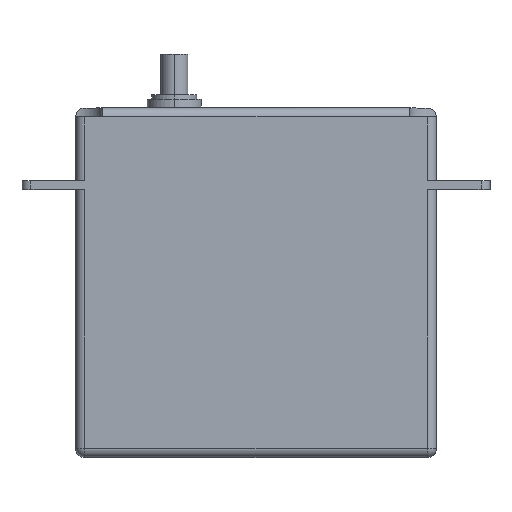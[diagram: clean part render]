
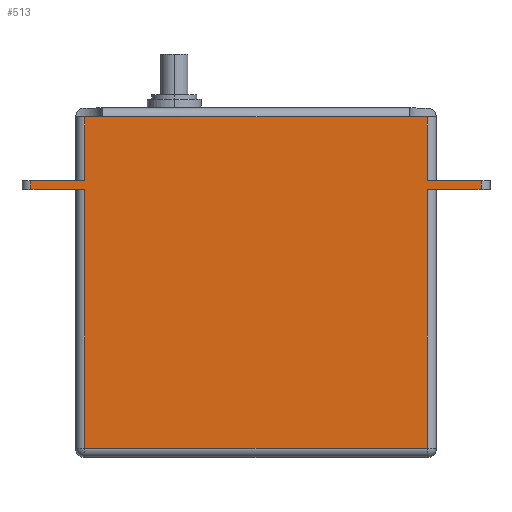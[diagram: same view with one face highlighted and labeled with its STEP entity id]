
A CAD part, top view. The second image highlights one B-rep face of the part: STEP entity #513.
In plain terms, the highlighted planar face has unit normal (0, 0, 1).
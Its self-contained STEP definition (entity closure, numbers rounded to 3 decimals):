
#10 = ORIENTED_EDGE ( 'NONE', *, *, #658, .T. ) ;
#59 = DIRECTION ( 'NONE',  ( -1., 0., 0. ) ) ;
#90 = VECTOR ( 'NONE', #243, 1000. ) ;
#112 = LINE ( 'NONE', #1588, #408 ) ;
#127 = CARTESIAN_POINT ( 'NONE',  ( 19.122, 0., 20. ) ) ;
#132 = ORIENTED_EDGE ( 'NONE', *, *, #566, .T. ) ;
#155 = VERTEX_POINT ( 'NONE', #1553 ) ;
#204 = VECTOR ( 'NONE', #1358, 1000. ) ;
#213 = DIRECTION ( 'NONE',  ( -1., 0., 0. ) ) ;
#233 = DIRECTION ( 'NONE',  ( 0., -1., 0. ) ) ;
#240 = CARTESIAN_POINT ( 'NONE',  ( 26.122, 10.402, 20. ) ) ;
#243 = DIRECTION ( 'NONE',  ( 0., 1., 0. ) ) ;
#253 = VERTEX_POINT ( 'NONE', #1104 ) ;
#257 = ORIENTED_EDGE ( 'NONE', *, *, #1079, .T. ) ;
#273 = ORIENTED_EDGE ( 'NONE', *, *, #1876, .T. ) ;
#283 = DIRECTION ( 'NONE',  ( 1., 0., 0. ) ) ;
#315 = ORIENTED_EDGE ( 'NONE', *, *, #440, .T. ) ;
#317 = ORIENTED_EDGE ( 'NONE', *, *, #489, .T. ) ;
#356 = VERTEX_POINT ( 'NONE', #715 ) ;
#374 = EDGE_CURVE ( 'NONE', #1570, #1486, #725, .T. ) ;
#376 = FACE_OUTER_BOUND ( 'NONE', #779, .T. ) ;
#408 = VECTOR ( 'NONE', #937, 1000. ) ;
#440 = EDGE_CURVE ( 'NONE', #155, #1537, #1181, .T. ) ;
#447 = DIRECTION ( 'NONE',  ( 0., -1., 0. ) ) ;
#451 = LINE ( 'NONE', #1739, #490 ) ;
#486 = VERTEX_POINT ( 'NONE', #1476 ) ;
#489 = EDGE_CURVE ( 'NONE', #742, #600, #1200, .T. ) ;
#490 = VECTOR ( 'NONE', #932, 1000. ) ;
#513 = ADVANCED_FACE ( 'NONE', ( #376 ), #1016, .F. ) ;
#548 = VECTOR ( 'NONE', #59, 1000. ) ;
#559 = EDGE_CURVE ( 'NONE', #253, #1537, #1840, .T. ) ;
#566 = EDGE_CURVE ( 'NONE', #600, #1486, #1680, .T. ) ;
#571 = CARTESIAN_POINT ( 'NONE',  ( -26.122, 11.402, 20. ) ) ;
#573 = VECTOR ( 'NONE', #1384, 1000. ) ;
#600 = VERTEX_POINT ( 'NONE', #707 ) ;
#619 = CARTESIAN_POINT ( 'NONE',  ( -26.122, 10.402, 20. ) ) ;
#658 = EDGE_CURVE ( 'NONE', #253, #1013, #1883, .T. ) ;
#669 = EDGE_CURVE ( 'NONE', #486, #742, #112, .T. ) ;
#684 = ORIENTED_EDGE ( 'NONE', *, *, #2089, .T. ) ;
#699 = DIRECTION ( 'NONE',  ( -1., 0., 0. ) ) ;
#707 = CARTESIAN_POINT ( 'NONE',  ( 19.122, 11.402, 20. ) ) ;
#715 = CARTESIAN_POINT ( 'NONE',  ( 19.122, 10.402, 20. ) ) ;
#725 = LINE ( 'NONE', #1039, #204 ) ;
#742 = VERTEX_POINT ( 'NONE', #1912 ) ;
#756 = LINE ( 'NONE', #765, #573 ) ;
#765 = CARTESIAN_POINT ( 'NONE',  ( 0., -18.501, 20. ) ) ;
#779 = EDGE_LOOP ( 'NONE', ( #1591, #315, #1954, #10, #684, #1751, #273, #257, #975, #1787, #317, #132, #1666, #1332 ) ) ;
#903 = LINE ( 'NONE', #1729, #1538 ) ;
#916 = LINE ( 'NONE', #240, #548 ) ;
#924 = LINE ( 'NONE', #127, #1155 ) ;
#932 = DIRECTION ( 'NONE',  ( 0., -1., 0. ) ) ;
#935 = VERTEX_POINT ( 'NONE', #1156 ) ;
#937 = DIRECTION ( 'NONE',  ( 0., 1., 0. ) ) ;
#938 = VERTEX_POINT ( 'NONE', #1798 ) ;
#967 = CARTESIAN_POINT ( 'NONE',  ( 19.122, 18.501, 20. ) ) ;
#975 = ORIENTED_EDGE ( 'NONE', *, *, #2052, .F. ) ;
#992 = VERTEX_POINT ( 'NONE', #1921 ) ;
#1013 = VERTEX_POINT ( 'NONE', #1933 ) ;
#1016 = PLANE ( 'NONE',  #1971 ) ;
#1034 = CARTESIAN_POINT ( 'NONE',  ( 19.122, 0., 20. ) ) ;
#1039 = CARTESIAN_POINT ( 'NONE',  ( 0., 18.501, 20. ) ) ;
#1045 = CARTESIAN_POINT ( 'NONE',  ( -19.122, 0., 20. ) ) ;
#1079 = EDGE_CURVE ( 'NONE', #935, #356, #924, .T. ) ;
#1104 = CARTESIAN_POINT ( 'NONE',  ( -25.122, 11.402, 20. ) ) ;
#1155 = VECTOR ( 'NONE', #1272, 1000. ) ;
#1156 = CARTESIAN_POINT ( 'NONE',  ( 19.122, -18.501, 20. ) ) ;
#1161 = CARTESIAN_POINT ( 'NONE',  ( -19.122, 10.402, 20. ) ) ;
#1181 = LINE ( 'NONE', #1045, #1804 ) ;
#1198 = VERTEX_POINT ( 'NONE', #1161 ) ;
#1200 = LINE ( 'NONE', #1509, #1428 ) ;
#1230 = VECTOR ( 'NONE', #1862, 1000. ) ;
#1272 = DIRECTION ( 'NONE',  ( 0., 1., 0. ) ) ;
#1332 = ORIENTED_EDGE ( 'NONE', *, *, #1990, .T. ) ;
#1347 = LINE ( 'NONE', #1524, #1982 ) ;
#1358 = DIRECTION ( 'NONE',  ( 1., 0., 0. ) ) ;
#1384 = DIRECTION ( 'NONE',  ( 1., 0., 0. ) ) ;
#1386 = LINE ( 'NONE', #619, #1988 ) ;
#1414 = EDGE_CURVE ( 'NONE', #1198, #992, #451, .T. ) ;
#1428 = VECTOR ( 'NONE', #699, 1000. ) ;
#1476 = CARTESIAN_POINT ( 'NONE',  ( 25.122, 10.402, 20. ) ) ;
#1486 = VERTEX_POINT ( 'NONE', #967 ) ;
#1509 = CARTESIAN_POINT ( 'NONE',  ( 26.122, 11.402, 20. ) ) ;
#1519 = CARTESIAN_POINT ( 'NONE',  ( 0., 0., 20. ) ) ;
#1524 = CARTESIAN_POINT ( 'NONE',  ( 0., 18.501, 20. ) ) ;
#1533 = DIRECTION ( 'NONE',  ( 1., 0., 0. ) ) ;
#1537 = VERTEX_POINT ( 'NONE', #1770 ) ;
#1538 = VECTOR ( 'NONE', #1533, 1000. ) ;
#1552 = CARTESIAN_POINT ( 'NONE',  ( -25.122, 0., 20. ) ) ;
#1553 = CARTESIAN_POINT ( 'NONE',  ( -19.122, 18.501, 20. ) ) ;
#1570 = VERTEX_POINT ( 'NONE', #1617 ) ;
#1588 = CARTESIAN_POINT ( 'NONE',  ( 25.122, 0., 20. ) ) ;
#1591 = ORIENTED_EDGE ( 'NONE', *, *, #1846, .F. ) ;
#1617 = CARTESIAN_POINT ( 'NONE',  ( 17.122, 18.501, 20. ) ) ;
#1650 = DIRECTION ( 'NONE',  ( 0., 0., -1. ) ) ;
#1666 = ORIENTED_EDGE ( 'NONE', *, *, #374, .F. ) ;
#1676 = VECTOR ( 'NONE', #447, 1000. ) ;
#1680 = LINE ( 'NONE', #1034, #90 ) ;
#1729 = CARTESIAN_POINT ( 'NONE',  ( 0., 18.501, 20. ) ) ;
#1739 = CARTESIAN_POINT ( 'NONE',  ( -19.122, 0., 20. ) ) ;
#1751 = ORIENTED_EDGE ( 'NONE', *, *, #1414, .T. ) ;
#1770 = CARTESIAN_POINT ( 'NONE',  ( -19.122, 11.402, 20. ) ) ;
#1787 = ORIENTED_EDGE ( 'NONE', *, *, #669, .T. ) ;
#1798 = CARTESIAN_POINT ( 'NONE',  ( -17.122, 18.501, 20. ) ) ;
#1804 = VECTOR ( 'NONE', #233, 1000. ) ;
#1840 = LINE ( 'NONE', #571, #1230 ) ;
#1846 = EDGE_CURVE ( 'NONE', #155, #938, #903, .T. ) ;
#1862 = DIRECTION ( 'NONE',  ( 1., 0., 0. ) ) ;
#1876 = EDGE_CURVE ( 'NONE', #992, #935, #756, .T. ) ;
#1883 = LINE ( 'NONE', #1552, #1676 ) ;
#1912 = CARTESIAN_POINT ( 'NONE',  ( 25.122, 11.402, 20. ) ) ;
#1921 = CARTESIAN_POINT ( 'NONE',  ( -19.122, -18.501, 20. ) ) ;
#1933 = CARTESIAN_POINT ( 'NONE',  ( -25.122, 10.402, 20. ) ) ;
#1954 = ORIENTED_EDGE ( 'NONE', *, *, #559, .F. ) ;
#1971 = AXIS2_PLACEMENT_3D ( 'NONE', #1519, #1650, #213 ) ;
#1982 = VECTOR ( 'NONE', #1997, 1000. ) ;
#1988 = VECTOR ( 'NONE', #283, 1000. ) ;
#1990 = EDGE_CURVE ( 'NONE', #1570, #938, #1347, .T. ) ;
#1997 = DIRECTION ( 'NONE',  ( -1., 0., 0. ) ) ;
#2052 = EDGE_CURVE ( 'NONE', #486, #356, #916, .T. ) ;
#2089 = EDGE_CURVE ( 'NONE', #1013, #1198, #1386, .T. ) ;
